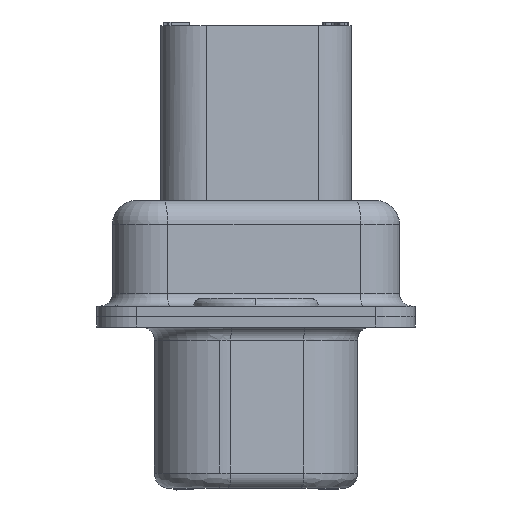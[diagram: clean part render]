
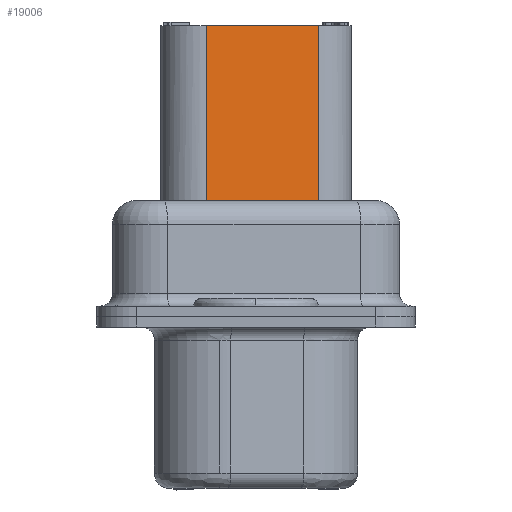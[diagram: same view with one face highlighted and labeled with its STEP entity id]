
A CAD part, left-side view. The second image highlights one B-rep face of the part: STEP entity #19006.
In plain terms, the highlighted planar face has unit normal (-0.985, -0.174, 0).
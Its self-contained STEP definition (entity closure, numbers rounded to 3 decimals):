
#1990 = VECTOR ( 'NONE', #22455, 1000. ) ;
#3565 = CARTESIAN_POINT ( 'NONE',  ( -26.419, -2.41, 9.2 ) ) ;
#5356 = EDGE_LOOP ( 'NONE', ( #14971, #20332, #20344, #16971 ) ) ;
#5366 = CARTESIAN_POINT ( 'NONE',  ( -27.177, 1.89, 9.2 ) ) ;
#5406 = EDGE_CURVE ( 'NONE', #12094, #5639, #25396, .T. ) ;
#5639 = VERTEX_POINT ( 'NONE', #19278 ) ;
#5945 = CARTESIAN_POINT ( 'NONE',  ( -27.177, 1.89, 9.2 ) ) ;
#5998 = EDGE_CURVE ( 'NONE', #12094, #23066, #27478, .T. ) ;
#8227 = VECTOR ( 'NONE', #30419, 1000. ) ;
#8514 = DIRECTION ( 'NONE',  ( 0., 0., 1. ) ) ;
#8853 = CARTESIAN_POINT ( 'NONE',  ( -26.419, -2.41, 1.95 ) ) ;
#11291 = LINE ( 'NONE', #5945, #26485 ) ;
#11462 = CARTESIAN_POINT ( 'NONE',  ( -26.419, -2.41, 1.95 ) ) ;
#12094 = VERTEX_POINT ( 'NONE', #32972 ) ;
#13553 = PLANE ( 'NONE',  #13911 ) ;
#13690 = LINE ( 'NONE', #8853, #32805 ) ;
#13911 = AXIS2_PLACEMENT_3D ( 'NONE', #11462, #16312, #24613 ) ;
#14971 = ORIENTED_EDGE ( 'NONE', *, *, #5406, .T. ) ;
#15291 = VERTEX_POINT ( 'NONE', #3565 ) ;
#16151 = FACE_OUTER_BOUND ( 'NONE', #5356, .T. ) ;
#16312 = DIRECTION ( 'NONE',  ( -0.985, -0.174, 0. ) ) ;
#16971 = ORIENTED_EDGE ( 'NONE', *, *, #5998, .F. ) ;
#17373 = EDGE_CURVE ( 'NONE', #5639, #15291, #13690, .T. ) ;
#19006 = ADVANCED_FACE ( 'NONE', ( #16151 ), #13553, .T. ) ;
#19278 = CARTESIAN_POINT ( 'NONE',  ( -26.419, -2.41, 1.949 ) ) ;
#19672 = CARTESIAN_POINT ( 'NONE',  ( -26.419, -2.41, 1.949 ) ) ;
#20020 = CARTESIAN_POINT ( 'NONE',  ( -27.177, 1.89, 1.95 ) ) ;
#20332 = ORIENTED_EDGE ( 'NONE', *, *, #17373, .T. ) ;
#20344 = ORIENTED_EDGE ( 'NONE', *, *, #28515, .F. ) ;
#22455 = DIRECTION ( 'NONE',  ( 0.174, -0.985, 0. ) ) ;
#23066 = VERTEX_POINT ( 'NONE', #5366 ) ;
#24613 = DIRECTION ( 'NONE',  ( 0.174, -0.985, 0. ) ) ;
#25396 = LINE ( 'NONE', #19672, #1990 ) ;
#26485 = VECTOR ( 'NONE', #29822, 1000. ) ;
#27478 = LINE ( 'NONE', #20020, #8227 ) ;
#28515 = EDGE_CURVE ( 'NONE', #23066, #15291, #11291, .T. ) ;
#29822 = DIRECTION ( 'NONE',  ( 0.174, -0.985, 0. ) ) ;
#30419 = DIRECTION ( 'NONE',  ( 0., 0., 1. ) ) ;
#32805 = VECTOR ( 'NONE', #8514, 1000. ) ;
#32972 = CARTESIAN_POINT ( 'NONE',  ( -27.177, 1.89, 1.949 ) ) ;
